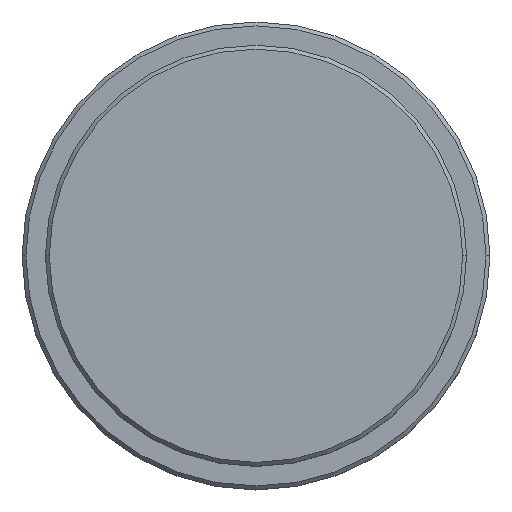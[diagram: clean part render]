
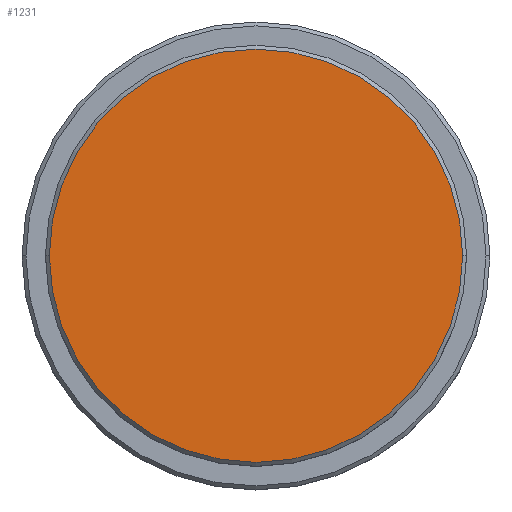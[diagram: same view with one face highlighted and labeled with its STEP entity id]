
A CAD part, top view. The second image highlights one B-rep face of the part: STEP entity #1231.
In plain terms, the highlighted planar face has unit normal (0, 0, 1).
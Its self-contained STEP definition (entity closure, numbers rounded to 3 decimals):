
#92 = CARTESIAN_POINT ( 'NONE',  ( -26.5, 0., 0. ) ) ;
#179 = AXIS2_PLACEMENT_3D ( 'NONE', #999, #785, #564 ) ;
#184 = VERTEX_POINT ( 'NONE', #92 ) ;
#218 = DIRECTION ( 'NONE',  ( 0., 0., 1. ) ) ;
#223 = AXIS2_PLACEMENT_3D ( 'NONE', #280, #1141, #1022 ) ;
#266 = AXIS2_PLACEMENT_3D ( 'NONE', #1298, #218, #321 ) ;
#280 = CARTESIAN_POINT ( 'NONE',  ( 0., 0., 0. ) ) ;
#321 = DIRECTION ( 'NONE',  ( 1., 0., 0. ) ) ;
#351 = PLANE ( 'NONE',  #179 ) ;
#362 = CIRCLE ( 'NONE', #223, 26.5 ) ;
#371 = EDGE_CURVE ( 'NONE', #1004, #184, #1201, .T. ) ;
#434 = ORIENTED_EDGE ( 'NONE', *, *, #481, .T. ) ;
#481 = EDGE_CURVE ( 'NONE', #184, #1004, #362, .T. ) ;
#508 = ORIENTED_EDGE ( 'NONE', *, *, #371, .T. ) ;
#564 = DIRECTION ( 'NONE',  ( 1., 0., 0. ) ) ;
#760 = FACE_OUTER_BOUND ( 'NONE', #1024, .T. ) ;
#785 = DIRECTION ( 'NONE',  ( 0., 0., 1. ) ) ;
#830 = CARTESIAN_POINT ( 'NONE',  ( 26.5, 0., 0. ) ) ;
#999 = CARTESIAN_POINT ( 'NONE',  ( 0., 0., 0. ) ) ;
#1004 = VERTEX_POINT ( 'NONE', #830 ) ;
#1022 = DIRECTION ( 'NONE',  ( 1., 0., 0. ) ) ;
#1024 = EDGE_LOOP ( 'NONE', ( #434, #508 ) ) ;
#1141 = DIRECTION ( 'NONE',  ( 0., 0., 1. ) ) ;
#1201 = CIRCLE ( 'NONE', #266, 26.5 ) ;
#1231 = ADVANCED_FACE ( 'NONE', ( #760 ), #351, .T. ) ;
#1298 = CARTESIAN_POINT ( 'NONE',  ( 0., 0., 0. ) ) ;
